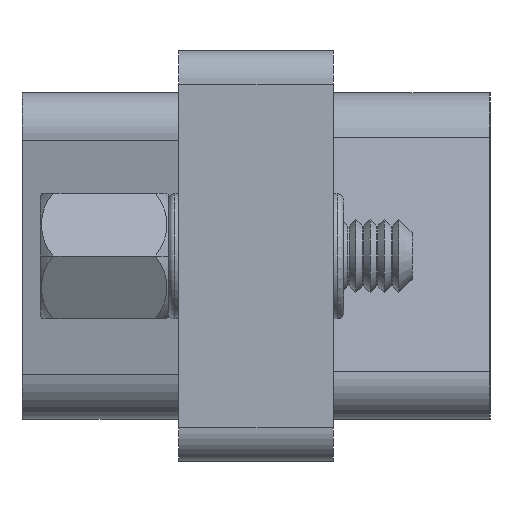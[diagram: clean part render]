
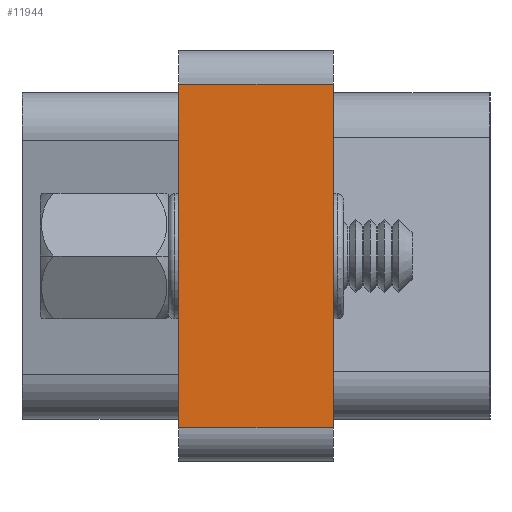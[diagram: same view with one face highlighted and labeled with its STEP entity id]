
A CAD part, left-side view. The second image highlights one B-rep face of the part: STEP entity #11944.
In plain terms, the highlighted planar face has unit normal (-1, 0, 0).
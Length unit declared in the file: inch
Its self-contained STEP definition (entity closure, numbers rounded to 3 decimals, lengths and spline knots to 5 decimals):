
#482 = VERTEX_POINT ( 'NONE', #51500 ) ;
#1211 = LINE ( 'NONE', #20915, #6372 ) ;
#1231 = CARTESIAN_POINT ( 'NONE',  ( -1.325, -0.115, 0.305 ) ) ;
#1812 = VERTEX_POINT ( 'NONE', #9650 ) ;
#1937 = VECTOR ( 'NONE', #5588, 39.37008 ) ;
#2503 = VERTEX_POINT ( 'NONE', #14595 ) ;
#3431 = FACE_OUTER_BOUND ( 'NONE', #41342, .T. ) ;
#4065 = ORIENTED_EDGE ( 'NONE', *, *, #16559, .F. ) ;
#5307 = VECTOR ( 'NONE', #46546, 39.37008 ) ;
#5334 = LINE ( 'NONE', #34002, #9170 ) ;
#5588 = DIRECTION ( 'NONE',  ( 0., -1., 0. ) ) ;
#6372 = VECTOR ( 'NONE', #37065, 39.37008 ) ;
#7359 = EDGE_CURVE ( 'NONE', #8024, #2503, #32877, .T. ) ;
#8024 = VERTEX_POINT ( 'NONE', #19606 ) ;
#9170 = VECTOR ( 'NONE', #38139, 39.37008 ) ;
#9650 = CARTESIAN_POINT ( 'NONE',  ( -1.325, 0.115, 0.255 ) ) ;
#11076 = DIRECTION ( 'NONE',  ( 1., 0., 0. ) ) ;
#11319 = AXIS2_PLACEMENT_3D ( 'NONE', #31885, #11076, #36366 ) ;
#11944 = ADVANCED_FACE ( 'NONE', ( #3431 ), #27734, .F. ) ;
#14595 = CARTESIAN_POINT ( 'NONE',  ( -1.325, -0.115, 0.255 ) ) ;
#16559 = EDGE_CURVE ( 'NONE', #482, #1812, #1211, .T. ) ;
#18437 = EDGE_CURVE ( 'NONE', #2503, #1812, #5334, .T. ) ;
#19388 = EDGE_CURVE ( 'NONE', #482, #8024, #19896, .T. ) ;
#19606 = CARTESIAN_POINT ( 'NONE',  ( -1.325, -0.115, -0.255 ) ) ;
#19896 = LINE ( 'NONE', #46974, #1937 ) ;
#20915 = CARTESIAN_POINT ( 'NONE',  ( -1.325, 0.115, 0.305 ) ) ;
#27734 = PLANE ( 'NONE',  #11319 ) ;
#31885 = CARTESIAN_POINT ( 'NONE',  ( -1.325, 0.115, 0.305 ) ) ;
#32877 = LINE ( 'NONE', #1231, #5307 ) ;
#34002 = CARTESIAN_POINT ( 'NONE',  ( -1.325, 0.115, 0.255 ) ) ;
#35276 = ORIENTED_EDGE ( 'NONE', *, *, #19388, .T. ) ;
#36366 = DIRECTION ( 'NONE',  ( 0., 0., -1. ) ) ;
#37065 = DIRECTION ( 'NONE',  ( 0., 0., 1. ) ) ;
#37143 = ORIENTED_EDGE ( 'NONE', *, *, #18437, .T. ) ;
#38139 = DIRECTION ( 'NONE',  ( 0., 1., 0. ) ) ;
#41342 = EDGE_LOOP ( 'NONE', ( #42143, #37143, #4065, #35276 ) ) ;
#42143 = ORIENTED_EDGE ( 'NONE', *, *, #7359, .T. ) ;
#46546 = DIRECTION ( 'NONE',  ( 0., 0., 1. ) ) ;
#46974 = CARTESIAN_POINT ( 'NONE',  ( -1.325, 0.115, -0.255 ) ) ;
#51500 = CARTESIAN_POINT ( 'NONE',  ( -1.325, 0.115, -0.255 ) ) ;
